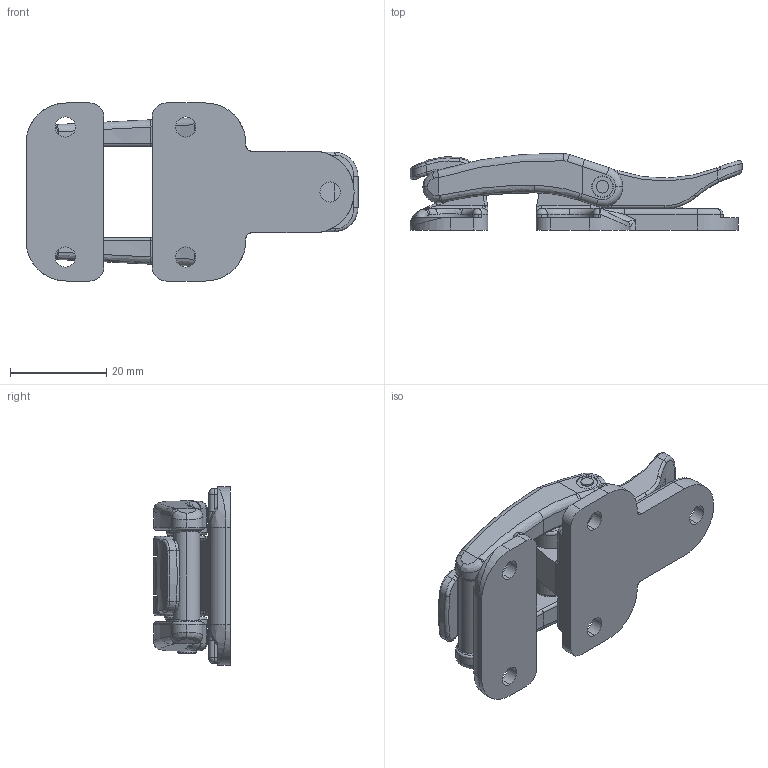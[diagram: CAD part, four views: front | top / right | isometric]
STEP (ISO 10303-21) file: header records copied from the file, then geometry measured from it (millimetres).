
FILE_DESCRIPTION (( 'STEP AP203' ), '1' );
FILE_NAME ('sone3D.STEP', '2013-05-24T04:20:10', ( '' ), ( '' ), 'SwSTEP 2.0', 'SolidWorks 2012', '' );
FILE_SCHEMA (( 'CONFIG_CONTROL_DESIGN' ));
Length unit declared in the file: millimetre
Products named in the file (8): C-1297-A-4_6台座__CP-297-A-5_6（M4用穴）; sone3D; C-1297-A-4_6平座金_; C-1297-A-4_6受座__CP-297-A-5_6（M4用穴）; C-1297-A-4_6ƒnƒ“ƒhƒ‹ƒVƒƒƒtƒg_; C-1297-A-4_6クリップシャフト_; C-1297-A-6-1ハンドル__CP-297-A-6-2（鍵穴無）; C-1297-A-6-1僋儕僢僾_
Assembly tree (8 placements, depth 2):
  sone3D
    C-1297-A-4_6台座__CP-297-A-5_6（M4用穴）
    C-1297-A-6-1僋儕僢僾_
    C-1297-A-6-1ハンドル__CP-297-A-6-2（鍵穴無）
    C-1297-A-4_6クリップシャフト_
    C-1297-A-4_6ƒnƒ“ƒhƒ‹ƒVƒƒƒtƒg_
    C-1297-A-4_6受座__CP-297-A-5_6（M4用穴）
    C-1297-A-4_6平座金_  x2
Bounding box: 69 x 15.9 x 37 mm (x, y, z)
Volume: 15289.6 mm3; surface area: 10551.3 mm2
Topology: 8 solids, 8 shells, 416 faces, 1008 edges, 606 vertices
Faces by surface type: cylinder 183, plane 88, bspline 83, torus 42, cone 12, sphere 8
Entity records: 16442 total; most frequent: CARTESIAN_POINT 6588, ORIENTED_EDGE 1968, DIRECTION 1842, EDGE_CURVE 984, AXIS2_PLACEMENT_3D 753, VERTEX_POINT 598, EDGE_LOOP 446, CIRCLE 415
